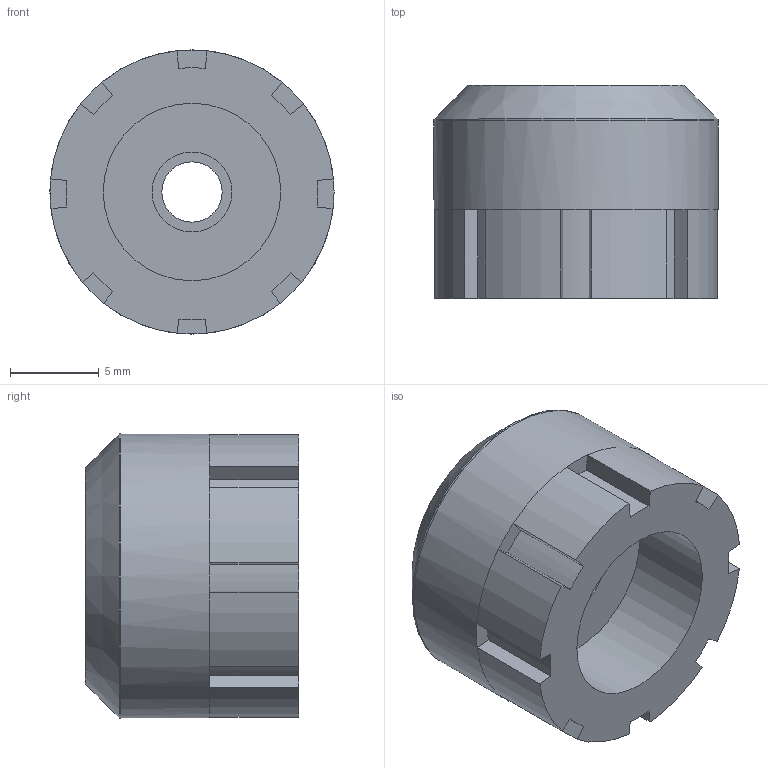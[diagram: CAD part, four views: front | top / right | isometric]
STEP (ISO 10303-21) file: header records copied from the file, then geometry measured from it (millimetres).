
FILE_DESCRIPTION(('FreeCAD Model'),'2;1');
FILE_NAME('Open CASCADE Shape Model','2023-08-16T15:20:35',('Author'),( ''),'Open CASCADE STEP processor 7.6','FreeCAD','Unknown');
FILE_SCHEMA(('AUTOMOTIVE_DESIGN { 1 0 10303 214 1 1 1 1 }'));
Length unit declared in the file: millimetre
Products named in the file (1): handle
Bounding box: 16 x 12 x 16 mm (x, y, z)
Volume: 1781.4 mm3; surface area: 1240.5 mm2
Topology: 1 solids, 1 shells, 50 faces, 120 edges, 74 vertices
Faces by surface type: plane 28, cylinder 21, cone 1
Full cylindrical faces by diameter (mm): 3.4 x1, 4.5 x1, 10 x1, 16 x2
Entity records: 3052 total; most frequent: CARTESIAN_POINT 829, DIRECTION 368, ORIENTED_EDGE 240, PCURVE 240, DEFINITIONAL_REPRESENTATION 240, LINE 166, VECTOR 166, EDGE_CURVE 120
